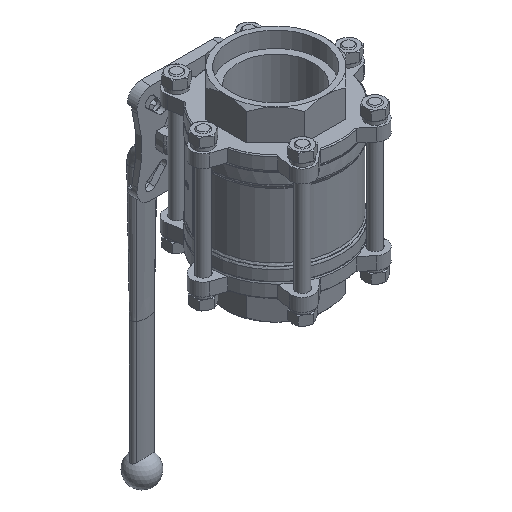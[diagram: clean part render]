
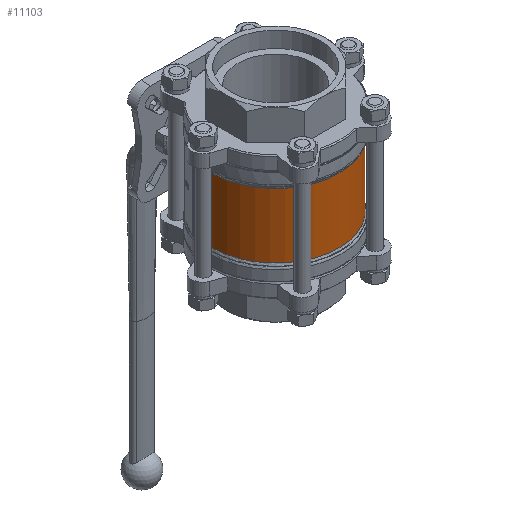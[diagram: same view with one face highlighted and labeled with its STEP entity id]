
A CAD part, isometric view. The second image highlights one B-rep face of the part: STEP entity #11103.
In plain terms, the highlighted cylindrical face has radius 63.75 mm (diameter 127.5 mm), a partial arc.
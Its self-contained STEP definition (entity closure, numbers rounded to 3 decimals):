
#152=LINE('',#17493,#777);
#153=LINE('',#17497,#778);
#777=VECTOR('',#13616,1000.);
#778=VECTOR('',#13619,1000.);
#1346=CYLINDRICAL_SURFACE('',#11991,63.75);
#1956=CIRCLE('',#11992,63.75);
#1957=CIRCLE('',#11993,63.75);
#2818=ORIENTED_EDGE('',*,*,#6164,.T.);
#2819=ORIENTED_EDGE('',*,*,#6165,.T.);
#2820=ORIENTED_EDGE('',*,*,#6166,.F.);
#2821=ORIENTED_EDGE('',*,*,#6167,.F.);
#6164=EDGE_CURVE('',#7802,#7803,#1956,.T.);
#6165=EDGE_CURVE('',#7803,#7804,#152,.T.);
#6166=EDGE_CURVE('',#7805,#7804,#1957,.T.);
#6167=EDGE_CURVE('',#7802,#7805,#153,.T.);
#7802=VERTEX_POINT('',#17491);
#7803=VERTEX_POINT('',#17492);
#7804=VERTEX_POINT('',#17494);
#7805=VERTEX_POINT('',#17496);
#9227=EDGE_LOOP('',(#2818,#2819,#2820,#2821));
#10081=FACE_BOUND('',#9227,.T.);
#11103=ADVANCED_FACE('',(#10081),#1346,.T.);
#11991=AXIS2_PLACEMENT_3D('',#17489,#13612,#13613);
#11992=AXIS2_PLACEMENT_3D('',#17490,#13614,#13615);
#11993=AXIS2_PLACEMENT_3D('',#17495,#13617,#13618);
#13612=DIRECTION('',(0.,0.,-1.));
#13613=DIRECTION('',(-1.,0.,0.));
#13614=DIRECTION('',(0.,0.,-1.));
#13615=DIRECTION('',(-1.,0.,0.));
#13616=DIRECTION('',(0.,0.,-1.));
#13617=DIRECTION('',(0.,0.,-1.));
#13618=DIRECTION('',(-1.,0.,0.));
#13619=DIRECTION('',(0.,0.,-1.));
#17489=CARTESIAN_POINT('',(0.,0.,-62.6));
#17490=CARTESIAN_POINT('',(0.,0.,32.557));
#17491=CARTESIAN_POINT('',(60.814,19.125,32.557));
#17492=CARTESIAN_POINT('',(-60.814,19.125,32.557));
#17493=CARTESIAN_POINT('',(-60.814,19.125,47.8));
#17494=CARTESIAN_POINT('',(-60.814,19.125,-32.557));
#17495=CARTESIAN_POINT('',(0.,0.,-32.557));
#17496=CARTESIAN_POINT('',(60.814,19.125,-32.557));
#17497=CARTESIAN_POINT('',(60.814,19.125,47.8));
